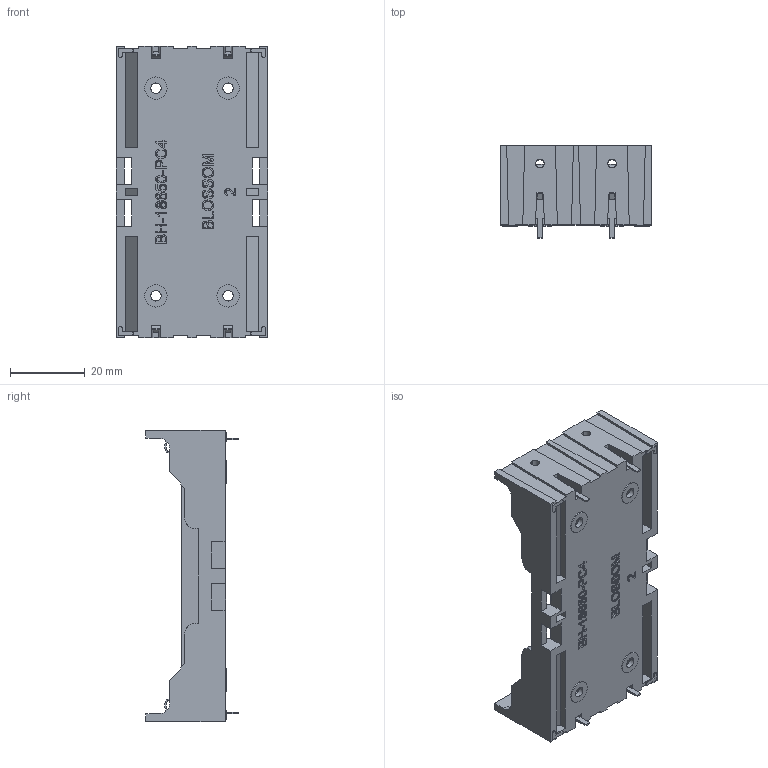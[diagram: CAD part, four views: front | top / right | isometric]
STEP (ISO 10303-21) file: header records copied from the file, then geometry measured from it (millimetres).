
FILE_DESCRIPTION (( 'STEP AP203' ), '1' );
FILE_NAME ('Îòñåê àêêóìóëÿòîðíûé BC-18650-PC4.step', '2016-07-06T05:30:19', ( 'Ðîìàí' ), ( '' ), 'SwSTEP 2.0', 'SolidWorks 2016', '' );
FILE_SCHEMA (( 'CONFIG_CONTROL_DESIGN' ));
Length unit declared in the file: millimetre
Products named in the file (3): Äåòàëü3^Îòñåê àêêóìóëÿòîðíûé BC-18650-PC4; Îòñåê àêêóìóëÿòîðíûé BC-18650-PC4; Äåòàëü2^Îòñåê àêêóìóëÿòîðíûé BC-18650-PC4
Assembly tree (5 placements, depth 2):
  Îòñåê àêêóìóëÿòîðíûé BC-18650-PC4
    Äåòàëü2^Îòñåê àêêóìóëÿòîðíûé BC-18650-PC4
    Äåòàëü3^Îòñåê àêêóìóëÿòîðíûé BC-18650-PC4  x4
Bounding box: 40.5 x 24.7 x 78 mm (x, y, z)
Volume: 11672.4 mm3; surface area: 17050.1 mm2
Topology: 5 solids, 5 shells, 1013 faces, 2709 edges, 1774 vertices
Faces by surface type: plane 700, bspline 207, cylinder 106
Entity records: 39668 total; most frequent: CARTESIAN_POINT 17841, ORIENTED_EDGE 4878, DIRECTION 3581, EDGE_CURVE 2439, LINE 1849, VECTOR 1849, VERTEX_POINT 1618, EDGE_LOOP 995
